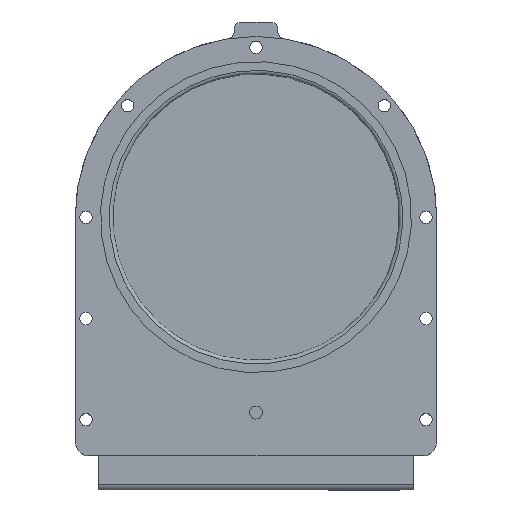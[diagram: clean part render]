
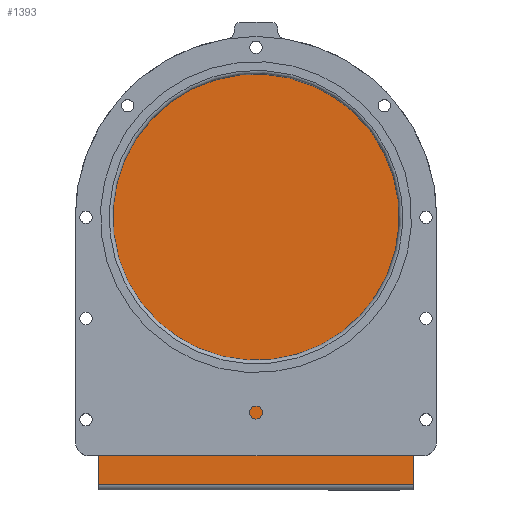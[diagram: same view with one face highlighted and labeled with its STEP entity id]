
A CAD part, top view. The second image highlights one B-rep face of the part: STEP entity #1393.
In plain terms, the highlighted face is planar.
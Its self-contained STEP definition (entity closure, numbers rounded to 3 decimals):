
#99=PLANE('',#1579);
#169=LINE('',#2398,#249);
#176=LINE('',#2418,#256);
#180=LINE('',#2425,#260);
#249=VECTOR('',#1988,218.);
#256=VECTOR('',#2013,184.5);
#260=VECTOR('',#2019,184.5);
#397=FACE_OUTER_BOUND('',#535,.T.);
#535=EDGE_LOOP('',(#1263,#1264,#1265,#1266));
#628=CIRCLE('',#1578,109.);
#747=VERTEX_POINT('',#2395);
#748=VERTEX_POINT('',#2397);
#752=VERTEX_POINT('',#2417);
#754=VERTEX_POINT('',#2423);
#910=EDGE_CURVE('',#747,#748,#169,.T.);
#920=EDGE_CURVE('',#748,#752,#176,.T.);
#924=EDGE_CURVE('',#754,#747,#180,.T.);
#926=EDGE_CURVE('',#752,#754,#628,.T.);
#1263=ORIENTED_EDGE('',*,*,#926,.F.);
#1264=ORIENTED_EDGE('',*,*,#920,.F.);
#1265=ORIENTED_EDGE('',*,*,#910,.F.);
#1266=ORIENTED_EDGE('',*,*,#924,.F.);
#1393=ADVANCED_FACE('',(#397),#99,.F.);
#1578=AXIS2_PLACEMENT_3D('',#2428,#2024,#2025);
#1579=AXIS2_PLACEMENT_3D('',#2429,#2026,#2027);
#1988=DIRECTION('',(1.,0.,0.));
#2013=DIRECTION('',(0.,1.,0.));
#2019=DIRECTION('',(0.,-1.,0.));
#2024=DIRECTION('center_axis',(0.,0.,1.));
#2025=DIRECTION('ref_axis',(1.,0.,0.));
#2026=DIRECTION('center_axis',(0.,0.,1.));
#2027=DIRECTION('ref_axis',(1.,0.,0.));
#2395=CARTESIAN_POINT('',(-109.,-184.5,0.));
#2397=CARTESIAN_POINT('',(109.,-184.5,0.));
#2398=CARTESIAN_POINT('',(-109.,-184.5,0.));
#2417=CARTESIAN_POINT('',(109.,0.,0.));
#2418=CARTESIAN_POINT('',(109.,-184.5,0.));
#2423=CARTESIAN_POINT('',(-109.,0.,0.));
#2425=CARTESIAN_POINT('',(-109.,0.,0.));
#2428=CARTESIAN_POINT('Origin',(0.,0.,0.));
#2429=CARTESIAN_POINT('Origin',(0.,-56.849,
0.));
